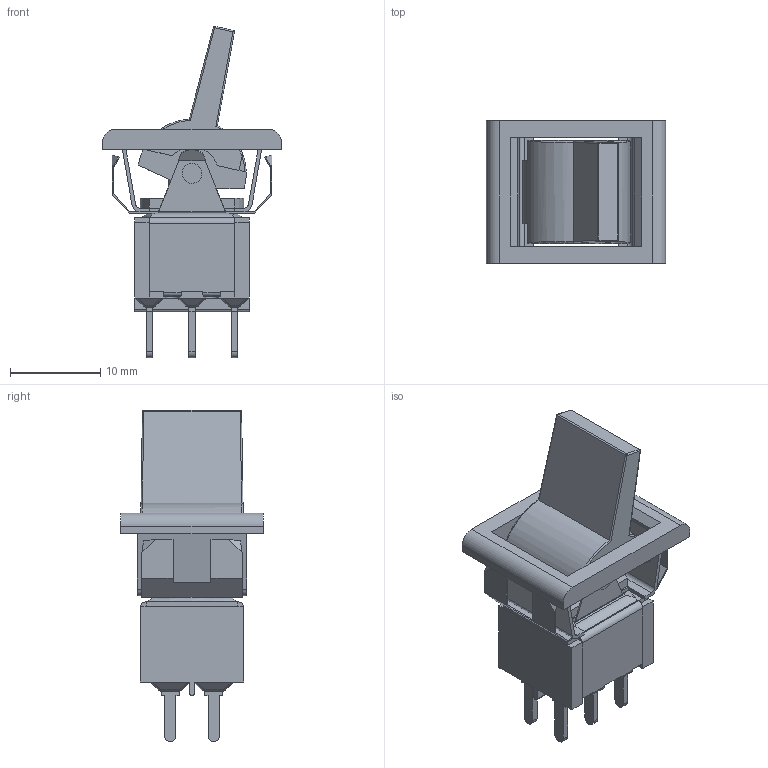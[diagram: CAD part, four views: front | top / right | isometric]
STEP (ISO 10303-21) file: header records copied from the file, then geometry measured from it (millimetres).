
FILE_DESCRIPTION(/* description */ (''),/* implementation_level */ '2;1');
FILE_NAME(/* name */ '300DPxR7xxxM2xExxx.stp',/* time_stamp */ '2025-05-07T11:22:59-05:00',/* author */ ('mroman'),/* organization */ (''),/* preprocessor_version */ 'ST-DEVELOPER v18.1',/* originating_system */ 'Autodesk Inventor 2022',/* authorisation */ '');
FILE_SCHEMA (('AUTOMOTIVE_DESIGN { 1 0 10303 214 3 1 1 }'));
Length unit declared in the file: inch
Products named in the file (1): 300DPxR7xxxM2xExxx
Bounding box: 19.85 x 15.8 x 36.67 mm (x, y, z)
Volume: 1991.3 mm3; surface area: 4348.8 mm2
Topology: 1 solids, 3 shells, 592 faces, 1569 edges, 973 vertices
Faces by surface type: plane 445, cylinder 109, sphere 28, torus 6, bspline 4
Full cylindrical faces by diameter (mm): 2.2 x4, 3.2 x1, 5.2 x1
Entity records: 18144 total; most frequent: CARTESIAN_POINT 3437, ORIENTED_EDGE 3090, DIRECTION 2975, EDGE_CURVE 1545, LINE 1245, VECTOR 1245, VERTEX_POINT 973, AXIS2_PLACEMENT_3D 865
